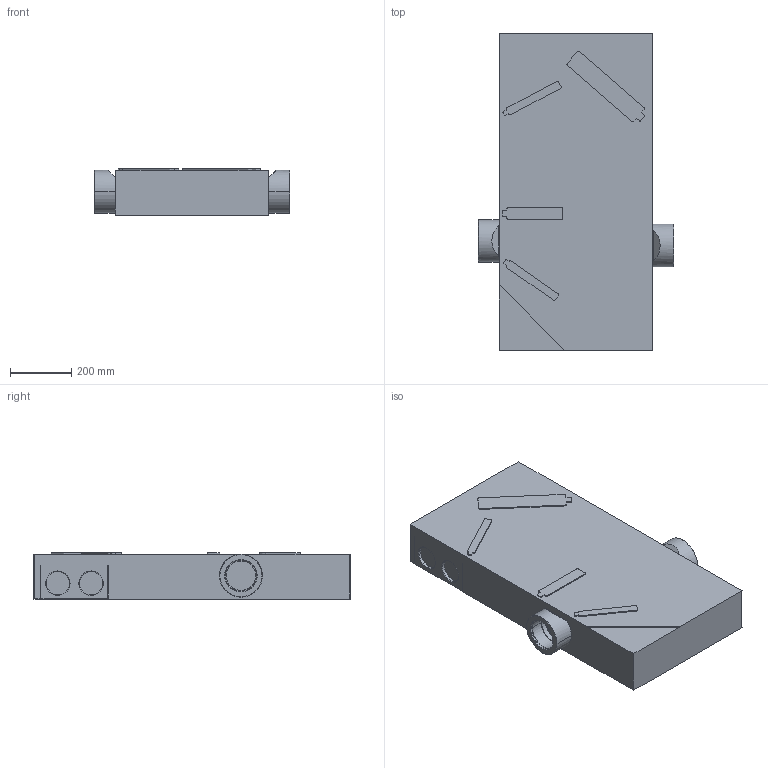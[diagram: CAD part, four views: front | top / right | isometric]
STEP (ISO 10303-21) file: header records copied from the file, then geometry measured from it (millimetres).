
FILE_DESCRIPTION(('Creo Elements/Direct Modeling STEP Export'),'2;1');
FILE_NAME('WS-75-Powerbox-S_vereinfacht.stp','2020-06-30T 9:54:46',(''),(''),'PTC Creo Elements/Direct Modeling STEP processor for AP214 (Solid Model)','PTC Creo Elements/Direct Modeling 19.0C 15-Aug-2015 (C) Parametric Technology GmbH','');
FILE_SCHEMA(('AUTOMOTIVE_DESIGN { 1 0 10303 214 1 1 1 1 }'));
Length unit declared in the file: millimetre
Products named in the file (1): Innengehaeuse_WS-75-S
Bounding box: 638 x 1035 x 151.1 mm (x, y, z)
Volume: 77415122.4 mm3; surface area: 1642791 mm2
Topology: 1 solids, 1 shells, 203 faces, 548 edges, 370 vertices
Faces by surface type: plane 101, cylinder 46, torus 28, extrusion 24, cone 4
Entity records: 7566 total; most frequent: CARTESIAN_POINT 2840, ORIENTED_EDGE 1096, DIRECTION 824, EDGE_CURVE 548, VERTEX_POINT 370, VECTOR 312, LINE 288, AXIS2_PLACEMENT_3D 256
